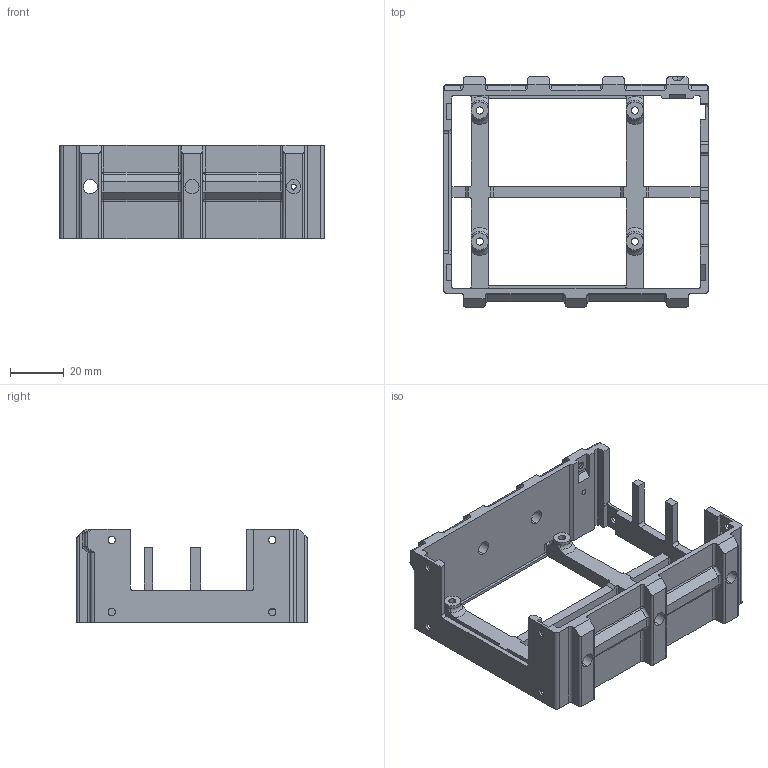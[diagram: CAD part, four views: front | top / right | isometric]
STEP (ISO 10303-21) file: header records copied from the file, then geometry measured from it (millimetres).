
FILE_DESCRIPTION (( 'STEP AP203' ), '1' );
FILE_NAME ('MAINBODY001.STEP', '2024-10-11T12:58:12', ( '' ), ( '' ), 'SwSTEP 2.0', 'SolidWorks 2024', '' );
FILE_SCHEMA (( 'CONFIG_CONTROL_DESIGN' ));
Length unit declared in the file: millimetre
Products named in the file (1): MAINBODY001
Bounding box: 99 x 86 x 35 mm (x, y, z)
Volume: 38919.7 mm3; surface area: 29837.9 mm2
Topology: 1 solids, 1 shells, 583 faces, 1516 edges, 880 vertices
Faces by surface type: cylinder 241, plane 196, bspline 58, torus 50, cone 30, sphere 8
Entity records: 21878 total; most frequent: CARTESIAN_POINT 8126, ORIENTED_EDGE 2932, DIRECTION 2815, EDGE_CURVE 1466, AXIS2_PLACEMENT_3D 1001, VERTEX_POINT 880, VECTOR 813, LINE 813
